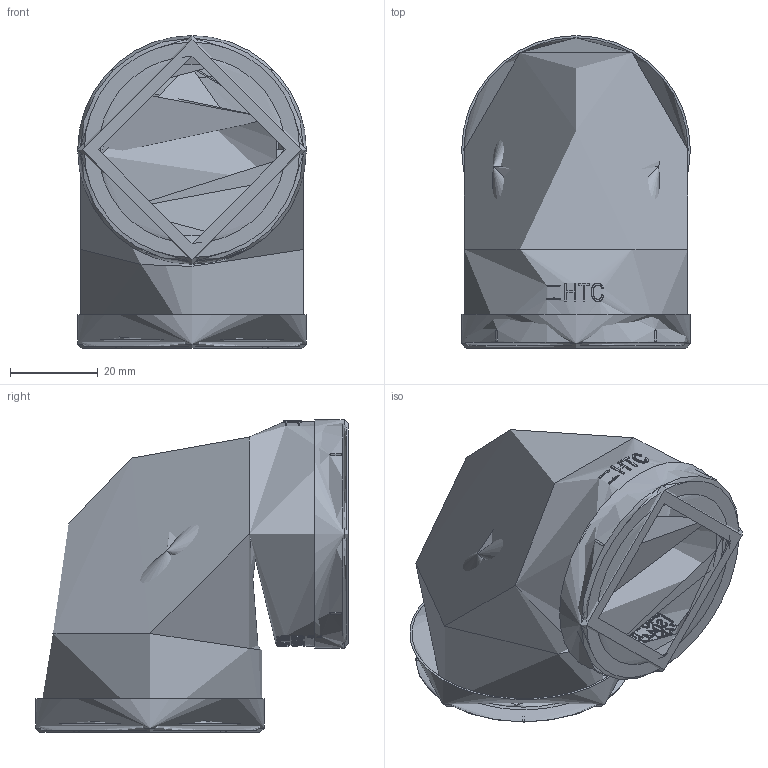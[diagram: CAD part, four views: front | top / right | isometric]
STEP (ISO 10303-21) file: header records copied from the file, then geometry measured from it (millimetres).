
FILE_DESCRIPTION(/* description */ (''),/* implementation_level */ '2;1');
FILE_NAME(/* name */ 'Z6B040040+铁圈.stp',/* time_stamp */ '2025-03-22T16:53:20+08:00',/* author */ (''),/* organization */ (''),/* preprocessor_version */ 'ST-DEVELOPER v16',/* originating_system */ 'SIEMENS PLM Software NX 10.0',/* authorisation */ '');
FILE_SCHEMA (('AUTOMOTIVE_DESIGN { 1 0 10303 214 3 1 1 1 }'));
Products named in the file (1): gelv17ACEE58i0a0
Bounding box: 52.1 x 71.3 x 71.3 mm (x, y, z)
Volume: 65520.3 mm3; surface area: 36010.7 mm2
Topology: 3 solids, 3 shells, 1884 faces, 5447 edges, 3604 vertices
Faces by surface type: bspline 1551, plane 181, cylinder 112, sphere 32, torus 8
Full cylindrical faces by diameter (mm): 38.57 x1, 38.572 x1, 41.91 x18, 42.6 x2, 45 x2, 51 x2, 51.1 x2, 52.1 x2
Entity records: 105785 total; most frequent: CARTESIAN_POINT 60021, ORIENTED_EDGE 10662, DIRECTION 9172, EDGE_CURVE 5331, AXIS2_PLACEMENT_3D 3643, VERTEX_POINT 3560, ELLIPSE 3058, EDGE_LOOP 1965
